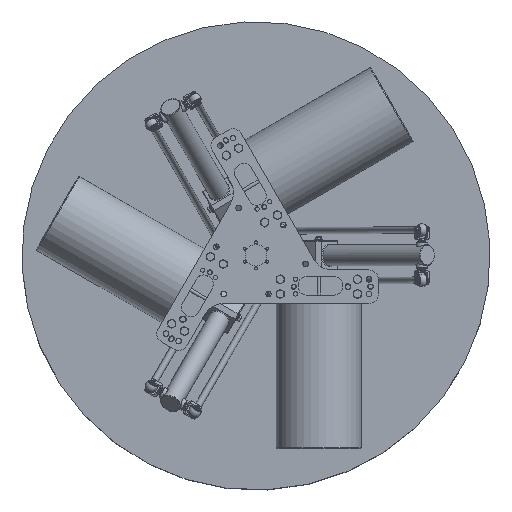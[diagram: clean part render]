
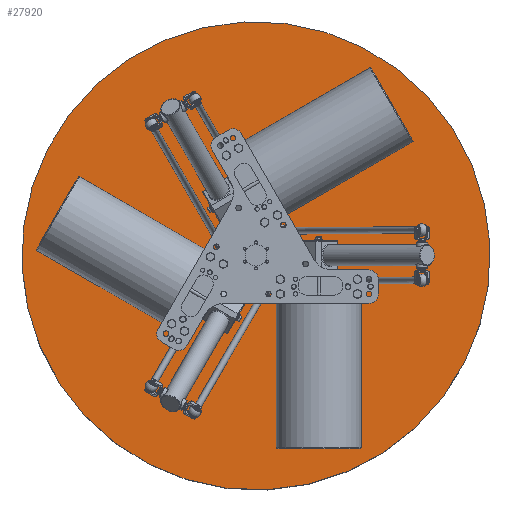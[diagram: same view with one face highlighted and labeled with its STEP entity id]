
A CAD part, top view. The second image highlights one B-rep face of the part: STEP entity #27920.
In plain terms, the highlighted planar face has unit normal (0, 0, 1).
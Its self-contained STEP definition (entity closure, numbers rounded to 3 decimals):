
#6173=PLANE('',#29821);
#8114=FACE_OUTER_BOUND('',#9866,.T.);
#9866=EDGE_LOOP('',(#20074));
#12158=CIRCLE('',#29820,560.);
#13468=VERTEX_POINT('',#40977);
#16150=EDGE_CURVE('',#13468,#13468,#12158,.T.);
#20074=ORIENTED_EDGE('',*,*,#16150,.T.);
#27920=ADVANCED_FACE('',(#8114),#6173,.T.);
#29820=AXIS2_PLACEMENT_3D('',#40978,#32885,#32886);
#29821=AXIS2_PLACEMENT_3D('',#40979,#32887,#32888);
#32885=DIRECTION('center_axis',(0.,0.,1.));
#32886=DIRECTION('ref_axis',(-1.,0.,0.));
#32887=DIRECTION('center_axis',(0.,0.,1.));
#32888=DIRECTION('ref_axis',(1.,0.,0.));
#40977=CARTESIAN_POINT('',(560.,0.,330.));
#40978=CARTESIAN_POINT('Origin',(0.,0.,330.));
#40979=CARTESIAN_POINT('Origin',(0.,0.,
330.));
